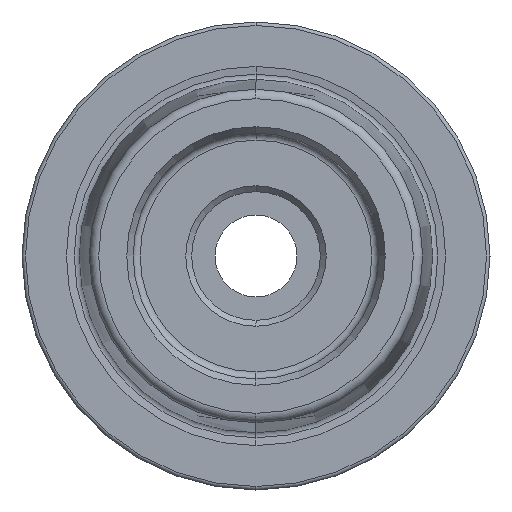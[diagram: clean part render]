
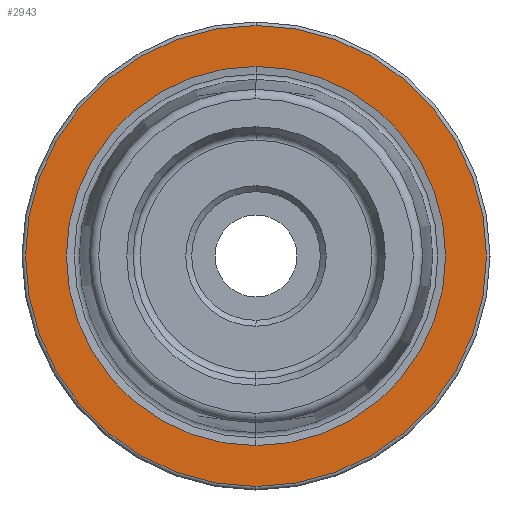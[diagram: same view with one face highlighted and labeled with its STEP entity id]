
A CAD part, left-side view. The second image highlights one B-rep face of the part: STEP entity #2943.
In plain terms, the highlighted planar face has unit normal (-1, 0, 0).
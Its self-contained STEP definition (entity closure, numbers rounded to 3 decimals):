
#91 = CARTESIAN_POINT ( 'NONE',  ( 0., 0., 0. ) ) ;
#124 = CARTESIAN_POINT ( 'NONE',  ( 0., 0., 0. ) ) ;
#169 = CIRCLE ( 'NONE', #1823, 19.7 ) ;
#236 = AXIS2_PLACEMENT_3D ( 'NONE', #91, #1752, #369 ) ;
#326 = CIRCLE ( 'NONE', #236, 16.207 ) ;
#366 = DIRECTION ( 'NONE',  ( 0., 0., 1. ) ) ;
#369 = DIRECTION ( 'NONE',  ( 0., 0., 1. ) ) ;
#420 = CARTESIAN_POINT ( 'NONE',  ( 0., 0., -16.207 ) ) ;
#524 = CIRCLE ( 'NONE', #2476, 16.207 ) ;
#578 = DIRECTION ( 'NONE',  ( 0., 0., -1. ) ) ;
#721 = CARTESIAN_POINT ( 'NONE',  ( 0., 0., -19.7 ) ) ;
#920 = VERTEX_POINT ( 'NONE', #420 ) ;
#1212 = FACE_BOUND ( 'NONE', #2860, .T. ) ;
#1215 = ORIENTED_EDGE ( 'NONE', *, *, #1797, .F. ) ;
#1278 = PLANE ( 'NONE',  #1995 ) ;
#1288 = CARTESIAN_POINT ( 'NONE',  ( 0., 0., 0. ) ) ;
#1301 = ORIENTED_EDGE ( 'NONE', *, *, #2956, .T. ) ;
#1340 = CARTESIAN_POINT ( 'NONE',  ( 0., 0., 0. ) ) ;
#1524 = DIRECTION ( 'NONE',  ( 0., 0., 1. ) ) ;
#1571 = DIRECTION ( 'NONE',  ( 0., 0., 1. ) ) ;
#1691 = CARTESIAN_POINT ( 'NONE',  ( 0., 0., 16.207 ) ) ;
#1752 = DIRECTION ( 'NONE',  ( -1., 0., 0. ) ) ;
#1783 = DIRECTION ( 'NONE',  ( -1., 0., 0. ) ) ;
#1797 = EDGE_CURVE ( 'NONE', #920, #2612, #326, .T. ) ;
#1823 = AXIS2_PLACEMENT_3D ( 'NONE', #1340, #2989, #1571 ) ;
#1836 = AXIS2_PLACEMENT_3D ( 'NONE', #1288, #2939, #1524 ) ;
#1853 = VERTEX_POINT ( 'NONE', #2027 ) ;
#1929 = EDGE_CURVE ( 'NONE', #2522, #1853, #169, .T. ) ;
#1995 = AXIS2_PLACEMENT_3D ( 'NONE', #2480, #2005, #578 ) ;
#2005 = DIRECTION ( 'NONE',  ( 1., 0., 0. ) ) ;
#2027 = CARTESIAN_POINT ( 'NONE',  ( 0., 0., 19.7 ) ) ;
#2416 = CIRCLE ( 'NONE', #1836, 19.7 ) ;
#2450 = ORIENTED_EDGE ( 'NONE', *, *, #1929, .T. ) ;
#2476 = AXIS2_PLACEMENT_3D ( 'NONE', #124, #1783, #366 ) ;
#2480 = CARTESIAN_POINT ( 'NONE',  ( 0., 19.7, 0. ) ) ;
#2522 = VERTEX_POINT ( 'NONE', #721 ) ;
#2612 = VERTEX_POINT ( 'NONE', #1691 ) ;
#2667 = ORIENTED_EDGE ( 'NONE', *, *, #3014, .F. ) ;
#2825 = EDGE_LOOP ( 'NONE', ( #1301, #2450 ) ) ;
#2860 = EDGE_LOOP ( 'NONE', ( #2667, #1215 ) ) ;
#2939 = DIRECTION ( 'NONE',  ( -1., 0., 0. ) ) ;
#2943 = ADVANCED_FACE ( 'NONE', ( #1212, #3027 ), #1278, .F. ) ;
#2956 = EDGE_CURVE ( 'NONE', #1853, #2522, #2416, .T. ) ;
#2989 = DIRECTION ( 'NONE',  ( -1., 0., 0. ) ) ;
#3014 = EDGE_CURVE ( 'NONE', #2612, #920, #524, .T. ) ;
#3027 = FACE_OUTER_BOUND ( 'NONE', #2825, .T. ) ;
